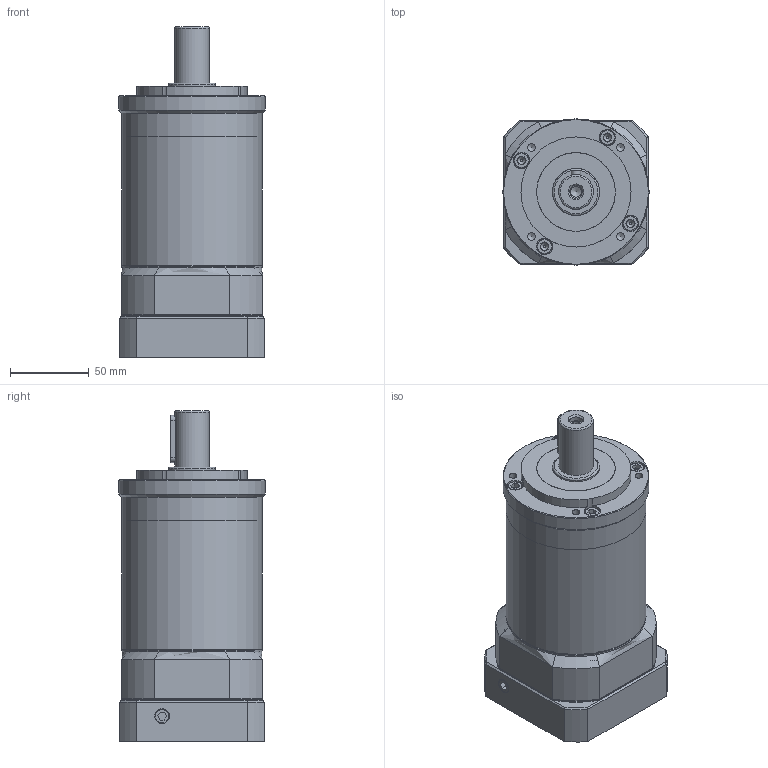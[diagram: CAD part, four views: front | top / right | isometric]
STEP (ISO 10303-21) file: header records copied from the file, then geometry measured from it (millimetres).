
FILE_DESCRIPTION((''),'2;1');
FILE_NAME('KFE-90-2.stp','2012-02-15T14:26:57',('young'),(''),'Autodesk Inventor 2012','Autodesk Inventor 2012','');
FILE_SCHEMA(('AUTOMOTIVE_DESIGN { 1 0 10303 214 1 1 1 1 }'));
Length unit declared in the file: millimetre
Products named in the file (1): KFE-90-2
Bounding box: 93 x 93 x 210.2 mm (x, y, z)
Volume: 731300.5 mm3; surface area: 198337.8 mm2
Topology: 25 solids, 25 shells, 783 faces, 1786 edges, 1126 vertices
Faces by surface type: plane 405, cylinder 197, cone 106, bspline 44, torus 31
Full cylindrical faces by diameter (mm): 0.227 x1, 5 x12, 5.1 x1, 6 x21, 6.5 x1, 6.8 x13, 8 x1, 8.433 x2, 9.5 x2, 10 x13, 10.5 x4, 11 x5, 11.3 x1, 19.2 x1, 22 x1, 23.2 x1, 24.9 x1, 25 x1, 28.4 x1, 29.8 x2, 30 x3, 38 x1, 39 x1, 40 x2, 42 x1, 45 x2, 50 x2, 55 x1, 59 x1, 62 x1
Entity records: 22489 total; most frequent: CARTESIAN_POINT 5734, DIRECTION 3509, ORIENTED_EDGE 3034, EDGE_CURVE 1517, AXIS2_PLACEMENT_3D 1375, EDGE_LOOP 1127, VERTEX_POINT 1074, FACE_OUTER_BOUND 783
